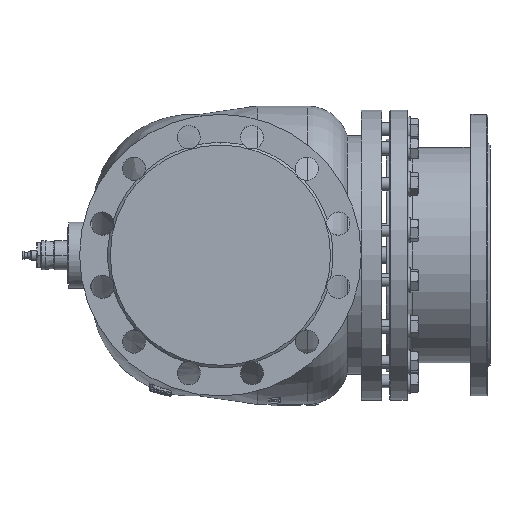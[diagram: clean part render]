
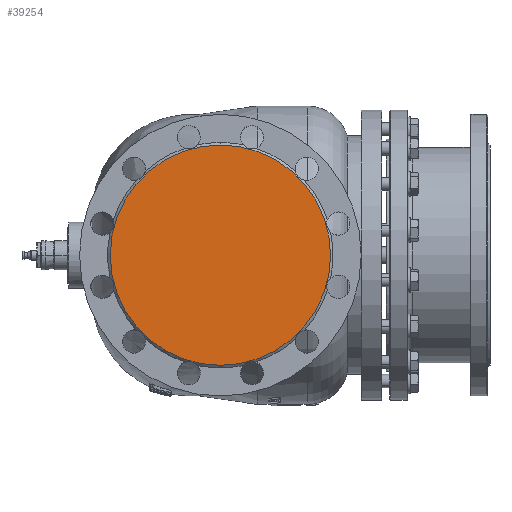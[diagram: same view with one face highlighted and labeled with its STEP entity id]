
A CAD part, left-side view. The second image highlights one B-rep face of the part: STEP entity #39254.
In plain terms, the highlighted planar face has unit normal (-1, 0, 0).
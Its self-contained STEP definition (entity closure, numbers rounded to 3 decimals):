
#1035 = VERTEX_POINT ( 'NONE', #30409 ) ;
#4184 = DIRECTION ( 'NONE',  ( 0., 0., -1. ) ) ;
#5352 = CARTESIAN_POINT ( 'NONE',  ( -344.767, 210.97, -34.032 ) ) ;
#7712 = CARTESIAN_POINT ( 'NONE',  ( -344.767, 210.97, -34.032 ) ) ;
#7898 = DIRECTION ( 'NONE',  ( 1., 0., 0. ) ) ;
#8061 = DIRECTION ( 'NONE',  ( -1., 0., 0. ) ) ;
#9579 = DIRECTION ( 'NONE',  ( 1., 0., 0. ) ) ;
#11716 = PLANE ( 'NONE',  #48101 ) ;
#15958 = VERTEX_POINT ( 'NONE', #17455 ) ;
#17455 = CARTESIAN_POINT ( 'NONE',  ( -344.767, 210.97, 98.968 ) ) ;
#19328 = CIRCLE ( 'NONE', #43194, 133. ) ;
#20421 = EDGE_LOOP ( 'NONE', ( #23205, #53022 ) ) ;
#23205 = ORIENTED_EDGE ( 'NONE', *, *, #38928, .F. ) ;
#26988 = AXIS2_PLACEMENT_3D ( 'NONE', #5352, #9579, #43508 ) ;
#30409 = CARTESIAN_POINT ( 'NONE',  ( -344.767, 210.97, -167.032 ) ) ;
#32523 = FACE_OUTER_BOUND ( 'NONE', #20421, .T. ) ;
#33258 = EDGE_CURVE ( 'NONE', #15958, #1035, #19328, .T. ) ;
#33946 = CIRCLE ( 'NONE', #26988, 133. ) ;
#38928 = EDGE_CURVE ( 'NONE', #1035, #15958, #33946, .T. ) ;
#39254 = ADVANCED_FACE ( 'NONE', ( #32523 ), #11716, .T. ) ;
#43194 = AXIS2_PLACEMENT_3D ( 'NONE', #7712, #7898, #4184 ) ;
#43508 = DIRECTION ( 'NONE',  ( 0., 0., -1. ) ) ;
#48101 = AXIS2_PLACEMENT_3D ( 'NONE', #49503, #8061, #53701 ) ;
#49503 = CARTESIAN_POINT ( 'NONE',  ( -344.767, 343.97, -34.032 ) ) ;
#53022 = ORIENTED_EDGE ( 'NONE', *, *, #33258, .F. ) ;
#53701 = DIRECTION ( 'NONE',  ( 0., 0., 1. ) ) ;
